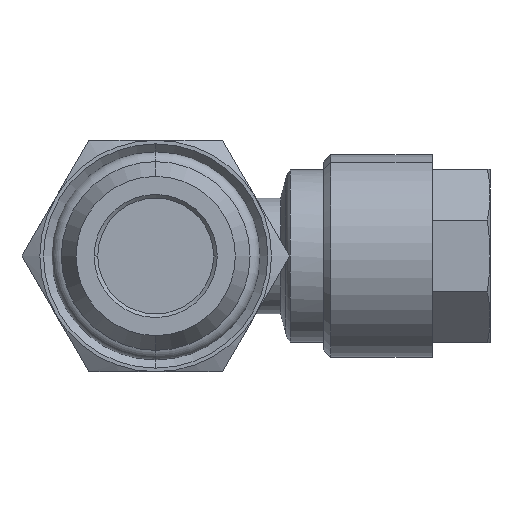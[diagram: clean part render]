
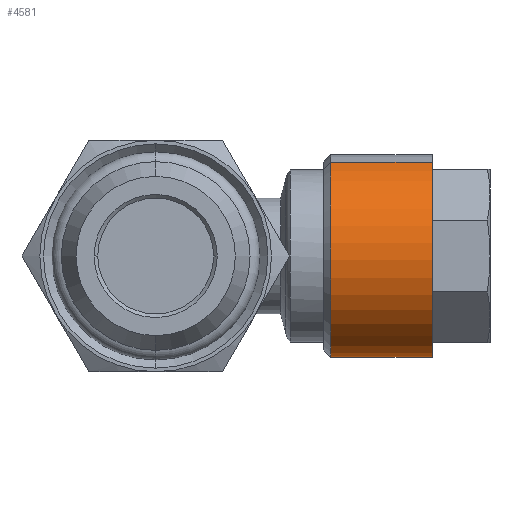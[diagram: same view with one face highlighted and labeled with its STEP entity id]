
A CAD part, front view. The second image highlights one B-rep face of the part: STEP entity #4581.
In plain terms, the highlighted cylindrical face has radius 7 mm (diameter 14 mm), a partial arc.
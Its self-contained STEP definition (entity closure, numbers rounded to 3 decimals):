
#517 = CARTESIAN_POINT ( 'NONE',  ( 19.1, 24.679, -6.467 ) ) ;
#522 = CARTESIAN_POINT ( 'NONE',  ( 19.1, 19.321, 6.467 ) ) ;
#530 = CARTESIAN_POINT ( 'NONE',  ( 12.1, 24.679, -6.467 ) ) ;
#531 = CARTESIAN_POINT ( 'NONE',  ( 12.1, 19.321, 6.467 ) ) ;
#639 = EDGE_CURVE ( 'NONE', #5223, #5228, #2204, .T. ) ;
#640 = EDGE_CURVE ( 'NONE', #5228, #5237, #2207, .T. ) ;
#641 = EDGE_CURVE ( 'NONE', #5236, #5237, #2205, .T. ) ;
#642 = EDGE_CURVE ( 'NONE', #5223, #5236, #2208, .T. ) ;
#836 = FACE_OUTER_BOUND ( 'NONE', #4218, .T. ) ;
#841 = CYLINDRICAL_SURFACE ( 'NONE', #3317, 7. ) ;
#930 = ORIENTED_EDGE ( 'NONE', *, *, #639, .T. ) ;
#931 = ORIENTED_EDGE ( 'NONE', *, *, #640, .T. ) ;
#932 = ORIENTED_EDGE ( 'NONE', *, *, #641, .F. ) ;
#933 = ORIENTED_EDGE ( 'NONE', *, *, #642, .F. ) ;
#2204 = CIRCLE ( 'NONE', #3217, 7. ) ;
#2205 = CIRCLE ( 'NONE', #3218, 7. ) ;
#2207 = LINE ( 'NONE', #3833, #2209 ) ;
#2208 = LINE ( 'NONE', #3837, #2212 ) ;
#2209 = VECTOR ( 'NONE', #3829, 1000. ) ;
#2212 = VECTOR ( 'NONE', #3832, 1000. ) ;
#3217 = AXIS2_PLACEMENT_3D ( 'NONE', #3834, #3835, #3836 ) ;
#3218 = AXIS2_PLACEMENT_3D ( 'NONE', #3838, #3839, #3840 ) ;
#3317 = AXIS2_PLACEMENT_3D ( 'NONE', #3627, #3628, #3636 ) ;
#3627 = CARTESIAN_POINT ( 'NONE',  ( 11.6, 22., 0. ) ) ;
#3628 = DIRECTION ( 'NONE',  ( -1., 0., 0. ) ) ;
#3636 = DIRECTION ( 'NONE',  ( 0., 0.383, -0.924 ) ) ;
#3829 = DIRECTION ( 'NONE',  ( -1., 0., 0. ) ) ;
#3832 = DIRECTION ( 'NONE',  ( -1., 0., 0. ) ) ;
#3833 = CARTESIAN_POINT ( 'NONE',  ( 11.6, 19.321, 6.467 ) ) ;
#3834 = CARTESIAN_POINT ( 'NONE',  ( 19.1, 22., 0. ) ) ;
#3835 = DIRECTION ( 'NONE',  ( -1., 0., 0. ) ) ;
#3836 = DIRECTION ( 'NONE',  ( 0., -0.383, 0.924 ) ) ;
#3837 = CARTESIAN_POINT ( 'NONE',  ( 11.6, 24.679, -6.467 ) ) ;
#3838 = CARTESIAN_POINT ( 'NONE',  ( 12.1, 22., 0. ) ) ;
#3839 = DIRECTION ( 'NONE',  ( -1., 0., 0. ) ) ;
#3840 = DIRECTION ( 'NONE',  ( 0., 0.383, -0.924 ) ) ;
#4218 = EDGE_LOOP ( 'NONE', ( #930, #931, #932, #933 ) ) ;
#4581 = ADVANCED_FACE ( 'NONE', ( #836 ), #841, .T. ) ;
#5223 = VERTEX_POINT ( 'NONE', #517 ) ;
#5228 = VERTEX_POINT ( 'NONE', #522 ) ;
#5236 = VERTEX_POINT ( 'NONE', #530 ) ;
#5237 = VERTEX_POINT ( 'NONE', #531 ) ;
